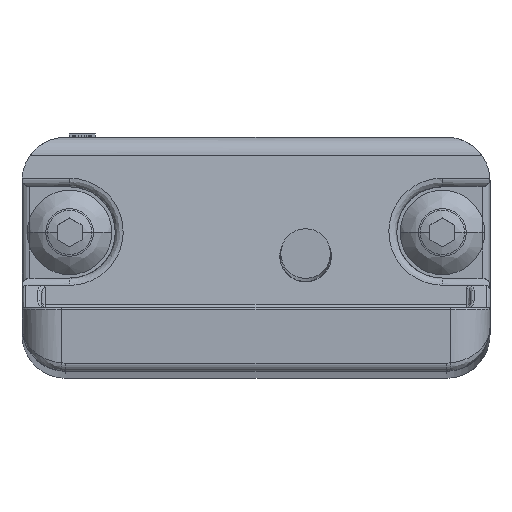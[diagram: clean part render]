
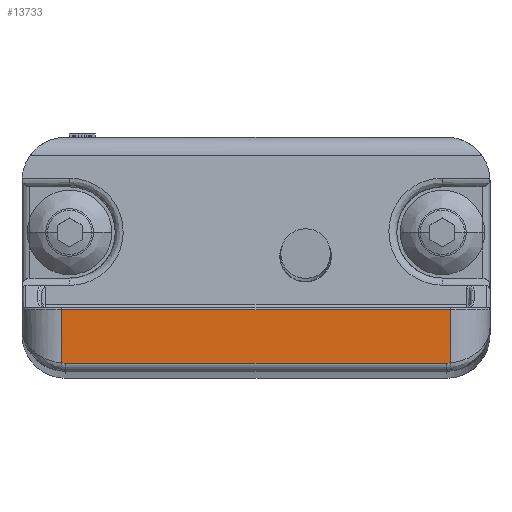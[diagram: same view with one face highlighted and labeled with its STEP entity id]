
A CAD part, top view. The second image highlights one B-rep face of the part: STEP entity #13733.
In plain terms, the highlighted face is planar.
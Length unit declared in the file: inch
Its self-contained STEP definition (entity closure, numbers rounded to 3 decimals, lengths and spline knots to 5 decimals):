
#9727=CARTESIAN_POINT('',(0.11,0.49,1.07));
#9728=DIRECTION('',(0.,-1.,0.));
#9729=DIRECTION('',(-0.994,0.,0.111));
#9730=AXIS2_PLACEMENT_3D('',#9727,#9728,#9729);
#9741=DIRECTION('',(0.,0.,-1.));
#9742=VECTOR('',#9741,0.96);
#9743=CARTESIAN_POINT('',(0.02,0.49,1.07));
#9744=LINE('',#9743,#9742);
#10779=DIRECTION('',(1.,0.,0.));
#10780=VECTOR('',#10779,0.13444);
#10781=CARTESIAN_POINT('',(0.02056,0.49,
1.08));
#10782=LINE('',#10781,#10780);
#10815=DIRECTION('',(0.,0.,1.));
#10816=VECTOR('',#10815,0.98);
#10817=CARTESIAN_POINT('',(0.155,0.49,0.1));
#10818=LINE('',#10817,#10816);
#10829=CARTESIAN_POINT('',(0.11,0.49,0.11));
#10830=DIRECTION('',(0.,-1.,0.));
#10831=DIRECTION('',(-1.,0.,0.));
#10832=AXIS2_PLACEMENT_3D('',#10829,#10830,#10831);
#10864=CARTESIAN_POINT('',(0.02056,0.49,
0.1));
#10881=DIRECTION('',(-1.,0.,0.));
#10882=VECTOR('',#10881,0.13444);
#10883=CARTESIAN_POINT('',(0.155,0.49,0.1));
#10884=LINE('',#10883,#10882);
#11273=VERTEX_POINT('',#10864);
#11276=CARTESIAN_POINT('',(0.02,0.49,0.11));
#11277=VERTEX_POINT('',#11276);
#11280=CARTESIAN_POINT('',(0.02,0.49,1.07));
#11281=VERTEX_POINT('',#11280);
#11284=CARTESIAN_POINT('',(0.02056,0.49,1.08));
#11285=VERTEX_POINT('',#11284);
#11291=CARTESIAN_POINT('',(0.155,0.49,1.08));
#11293=VERTEX_POINT('',#11291);
#11297=CARTESIAN_POINT('',(0.155,0.49,0.1));
#11298=VERTEX_POINT('',#11297);
#13718=CARTESIAN_POINT('',(0.,0.49,0.));
#13719=DIRECTION('',(0.,1.,0.));
#13720=DIRECTION('',(0.,0.,1.));
#13721=AXIS2_PLACEMENT_3D('',#13718,#13719,#13720);
#13722=PLANE('',#13721);
#13723=ORIENTED_EDGE('',*,*,#13711,.T.);
#13724=ORIENTED_EDGE('',*,*,#13673,.F.);
#13725=ORIENTED_EDGE('',*,*,#12049,.T.);
#13726=ORIENTED_EDGE('',*,*,#12065,.T.);
#13728=ORIENTED_EDGE('',*,*,#13727,.T.);
#13730=ORIENTED_EDGE('',*,*,#13729,.F.);
#13731=EDGE_LOOP('',(#13723,#13724,#13725,#13726,#13728,#13730));
#13732=FACE_OUTER_BOUND('',#13731,.F.);
#13733=ADVANCED_FACE('',(#13732),#13722,.T.);
#9731=CIRCLE('',#9730,0.09);
#10833=CIRCLE('',#10832,0.09);
#12049=EDGE_CURVE('',#11285,#11281,#9731,.T.);
#12065=EDGE_CURVE('',#11281,#11277,#9744,.T.);
#13673=EDGE_CURVE('',#11285,#11293,#10782,.T.);
#13711=EDGE_CURVE('',#11298,#11293,#10818,.T.);
#13727=EDGE_CURVE('',#11277,#11273,#10833,.T.);
#13729=EDGE_CURVE('',#11298,#11273,#10884,.T.);
